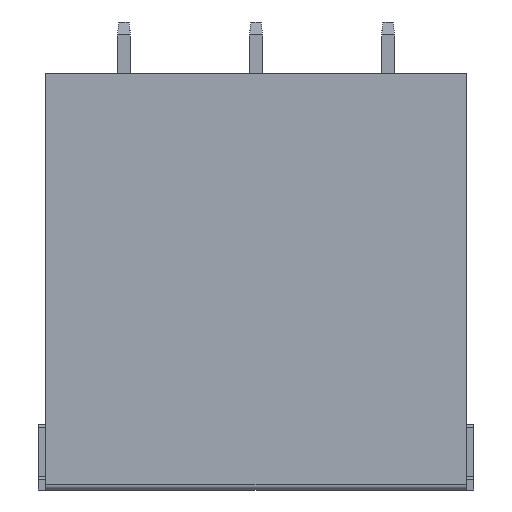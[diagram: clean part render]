
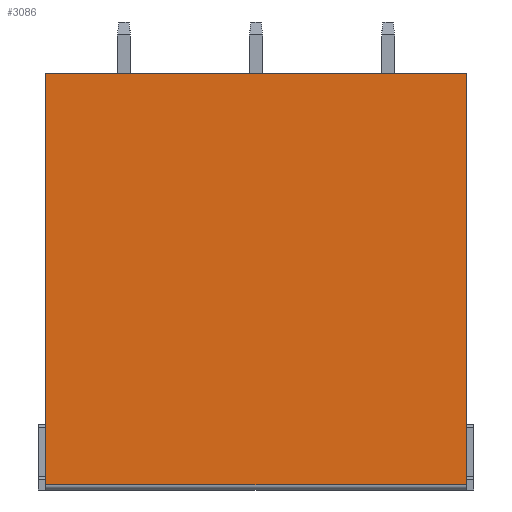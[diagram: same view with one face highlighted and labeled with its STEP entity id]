
A CAD part, left-side view. The second image highlights one B-rep face of the part: STEP entity #3086.
In plain terms, the highlighted planar face has unit normal (-1, 0, 0).
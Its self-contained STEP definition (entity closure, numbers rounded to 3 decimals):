
#94=DIRECTION('',(0.,0.,1.));
#95=VECTOR('',#94,31.6);
#96=CARTESIAN_POINT('',(-6.7,0.,-15.6));
#97=LINE('',#96,#95);
#355=DIRECTION('',(0.,0.,1.));
#356=VECTOR('',#355,31.6);
#357=CARTESIAN_POINT('',(-6.7,-32.32,-15.6));
#358=LINE('',#357,#356);
#520=DIRECTION('',(0.,-1.,0.));
#521=VECTOR('',#520,32.32);
#522=CARTESIAN_POINT('',(-6.7,0.,-15.6));
#523=LINE('',#522,#521);
#524=DIRECTION('',(0.,-1.,0.));
#525=VECTOR('',#524,32.32);
#526=CARTESIAN_POINT('',(-6.7,0.,16.));
#527=LINE('',#526,#525);
#2065=CARTESIAN_POINT('',(-6.7,0.,16.));
#2067=VERTEX_POINT('',#2065);
#2074=CARTESIAN_POINT('',(-6.7,0.,-15.6));
#2076=VERTEX_POINT('',#2074);
#2077=CARTESIAN_POINT('',(-6.7,-32.32,16.));
#2079=VERTEX_POINT('',#2077);
#2086=CARTESIAN_POINT('',(-6.7,-32.32,-15.6));
#2088=VERTEX_POINT('',#2086);
#3074=CARTESIAN_POINT('',(-6.7,0.,-15.6));
#3075=DIRECTION('',(-1.,0.,0.));
#3076=DIRECTION('',(0.,0.,1.));
#3077=AXIS2_PLACEMENT_3D('',#3074,#3075,#3076);
#3078=PLANE('',#3077);
#3079=ORIENTED_EDGE('',*,*,#2691,.T.);
#3081=ORIENTED_EDGE('',*,*,#3080,.T.);
#3082=ORIENTED_EDGE('',*,*,#2856,.F.);
#3083=ORIENTED_EDGE('',*,*,#3067,.F.);
#3084=EDGE_LOOP('',(#3079,#3081,#3082,#3083));
#3085=FACE_OUTER_BOUND('',#3084,.F.);
#2691=EDGE_CURVE('',#2076,#2067,#97,.T.);
#2856=EDGE_CURVE('',#2088,#2079,#358,.T.);
#3067=EDGE_CURVE('',#2076,#2088,#523,.T.);
#3080=EDGE_CURVE('',#2067,#2079,#527,.T.);
#3086=ADVANCED_FACE('',(#3085),#3078,.T.);
